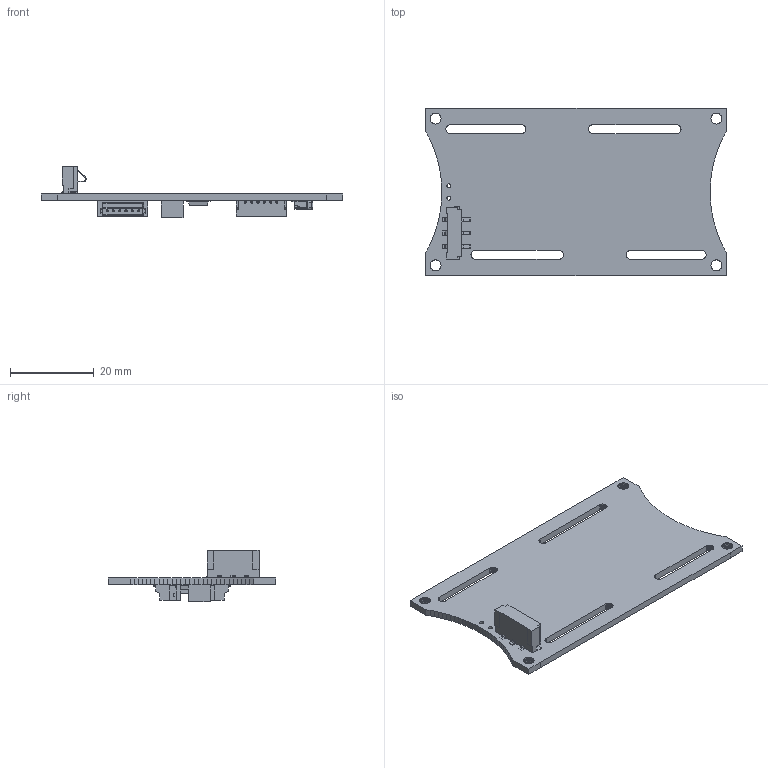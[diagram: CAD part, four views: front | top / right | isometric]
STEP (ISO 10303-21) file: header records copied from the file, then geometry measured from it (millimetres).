
FILE_DESCRIPTION(('KiCad electronic assembly'),'2;1');
FILE_NAME('nanoInvaderBot-power.step','2023-11-03T06:54:35',('Pcbnew'),( 'Kicad'),'Open CASCADE STEP processor 7.6','KiCad to STEP converter' ,'Unknown');
FILE_SCHEMA(('AUTOMOTIVE_DESIGN { 1 0 10303 214 1 1 1 1 }'));
Length unit declared in the file: millimetre
Products named in the file (12): nanoInvaderBot-power 1; c-1746142-01-o1-3d; SOLID; IND_SWPA5040S_SNL; COMPOUND; S6B-ZR-SM4A-TF_LF__SN_; c-2-1734839-0-c-3d; SDO_B120AF_DIO; PCB
Assembly tree (12 placements, depth 3):
  nanoInvaderBot-power 1
    c-1746142-01-o1-3d
      SOLID
    IND_SWPA5040S_SNL
      COMPOUND
    S6B-ZR-SM4A-TF_LF__SN_  x2
      COMPOUND
    c-2-1734839-0-c-3d
      SOLID
    SDO_B120AF_DIO
      COMPOUND
    PCB
Bounding box: 72 x 40 x 12.19 mm (x, y, z)
Volume: 4821.6 mm3; surface area: 7491 mm2
Topology: 41 solids, 41 shells, 1248 faces, 3345 edges, 2186 vertices
Faces by surface type: plane 1025, cylinder 143, cone 48, bspline 24, sphere 8
Full cylindrical faces by diameter (mm): 0.26 x1, 0.9 x2, 1.18 x2
Entity records: 75269 total; most frequent: CARTESIAN_POINT 14636, DIRECTION 11155, LINE 8322, VECTOR 8322, ORIENTED_EDGE 5934, PCURVE 5934, DEFINITIONAL_REPRESENTATION 5934, EDGE_CURVE 2967
